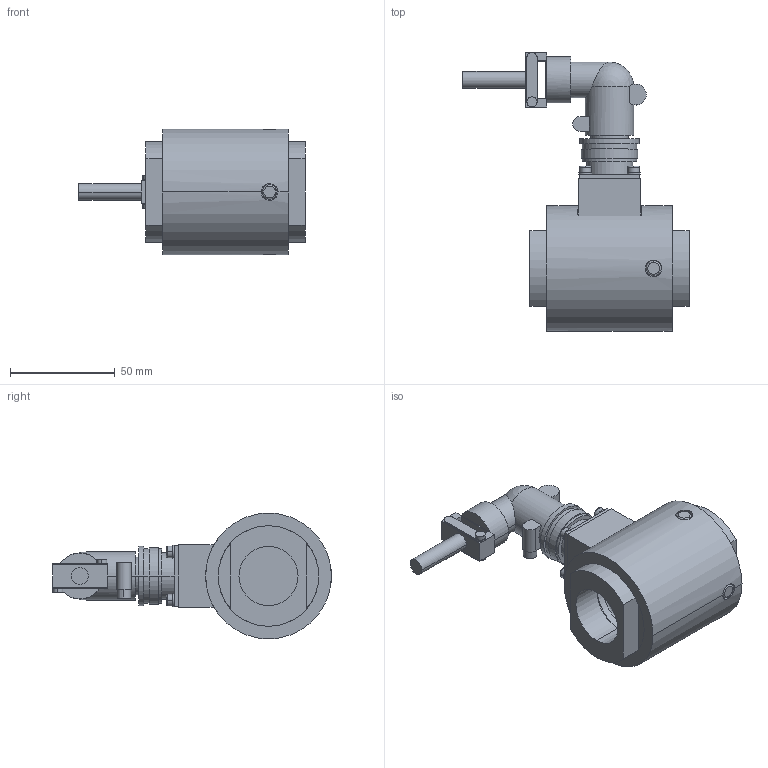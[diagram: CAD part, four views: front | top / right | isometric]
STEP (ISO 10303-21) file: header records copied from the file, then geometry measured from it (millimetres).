
FILE_DESCRIPTION((''),'2;1');
FILE_NAME('50086.stp','2007-07-27T10:49:33',(''),(''),'Mechanical Desktop 2007','Mechanical Desktop 2007',', , ');
FILE_SCHEMA(('CONFIG_CONTROL_DESIGN'));
Length unit declared in the file: millimetre
Products named in the file (16): D50086; D4948204; TEIL1AAA; D49483; TEIL1A; L49026; TEIL1; I-6KT_SCHRAUBE_M4X10A; I-6KT_SCHRAUBE_M4X10; I-6KT_SCHRAUBE_M3X25A; I-6KT_SCHRAUBE_M3X25; FEDERRING_M3; FEDERRING_M3A; FLANSCHDOSE_WINKEL_AMPH_4-POLIG; TEIL1AA; RM_SDB
Assembly tree (26 placements, depth 3):
  D50086
    D4948204
      TEIL1AAA
    D49483
      TEIL1A
    L49026
      TEIL1
    I-6KT_SCHRAUBE_M4X10A  x4
      I-6KT_SCHRAUBE_M4X10
    I-6KT_SCHRAUBE_M3X25A  x4
      I-6KT_SCHRAUBE_M3X25
    FEDERRING_M3  x4
      FEDERRING_M3A
    FLANSCHDOSE_WINKEL_AMPH_4-POLIG
      TEIL1AA
    RM_SDB  x3
Bounding box: 108 x 133 x 60 mm (x, y, z)
Volume: 207305.5 mm3; surface area: 60039.5 mm2
Topology: 16 solids, 16 shells, 300 faces, 750 edges, 493 vertices
Faces by surface type: cylinder 150, plane 105, cone 20, torus 16, bspline 8, sphere 1
Entity records: 9002 total; most frequent: CARTESIAN_POINT 3101, DIRECTION 1221, ORIENTED_EDGE 1144, EDGE_CURVE 572, AXIS2_PLACEMENT_3D 493, VERTEX_POINT 377, EDGE_LOOP 273, CIRCLE 258
